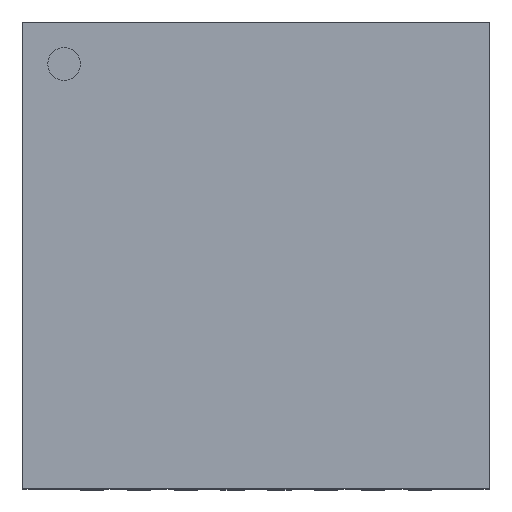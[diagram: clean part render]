
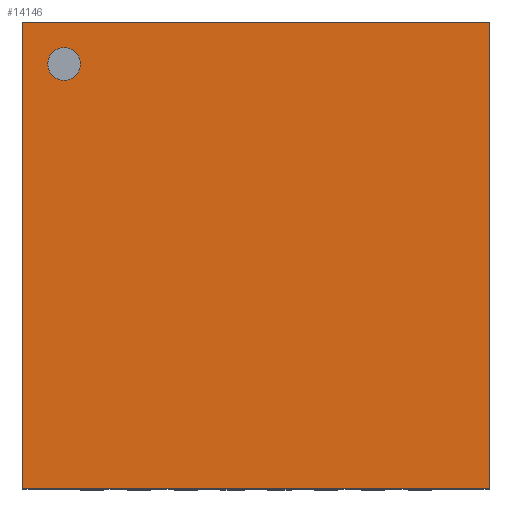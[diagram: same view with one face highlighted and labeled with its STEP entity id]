
A CAD part, top view. The second image highlights one B-rep face of the part: STEP entity #14146.
In plain terms, the highlighted planar face has unit normal (0, 0, 1).
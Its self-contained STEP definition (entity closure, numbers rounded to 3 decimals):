
#225 = PLANE('',#226);
#226 = AXIS2_PLACEMENT_3D('',#227,#228,#229);
#227 = CARTESIAN_POINT('',(-2.49,2.49,0.035));
#228 = DIRECTION('',(0.,1.,0.));
#229 = DIRECTION('',(0.,0.,1.));
#483 = PLANE('',#484);
#484 = AXIS2_PLACEMENT_3D('',#485,#486,#487);
#485 = CARTESIAN_POINT('',(-2.49,-2.49,0.035));
#486 = DIRECTION('',(1.,0.,0.));
#487 = DIRECTION('',(0.,0.,1.));
#511 = PLANE('',#512);
#512 = AXIS2_PLACEMENT_3D('',#513,#514,#515);
#513 = CARTESIAN_POINT('',(-2.49,-2.49,0.035));
#514 = DIRECTION('',(0.,1.,0.));
#515 = DIRECTION('',(0.,0.,1.));
#1435 = PLANE('',#1436);
#1436 = AXIS2_PLACEMENT_3D('',#1437,#1438,#1439);
#1437 = CARTESIAN_POINT('',(2.49,-2.49,0.035));
#1438 = DIRECTION('',(1.,0.,0.));
#1439 = DIRECTION('',(0.,0.,1.));
#4215 = VERTEX_POINT('',#4216);
#4216 = CARTESIAN_POINT('',(-2.49,2.49,1.005));
#4237 = EDGE_CURVE('',#4215,#4238,#4240,.T.);
#4238 = VERTEX_POINT('',#4239);
#4239 = CARTESIAN_POINT('',(2.49,2.49,1.005));
#4240 = SURFACE_CURVE('',#4241,(#4245,#4252),.PCURVE_S1.);
#4241 = LINE('',#4242,#4243);
#4242 = CARTESIAN_POINT('',(-2.49,2.49,1.005));
#4243 = VECTOR('',#4244,1.);
#4244 = DIRECTION('',(1.,0.,0.));
#4245 = PCURVE('',#225,#4246);
#4246 = DEFINITIONAL_REPRESENTATION('',(#4247),#4251);
#4247 = LINE('',#4248,#4249);
#4248 = CARTESIAN_POINT('',(0.97,0.));
#4249 = VECTOR('',#4250,1.);
#4250 = DIRECTION('',(0.,1.));
#4251 = ( GEOMETRIC_REPRESENTATION_CONTEXT(2) 
PARAMETRIC_REPRESENTATION_CONTEXT() REPRESENTATION_CONTEXT('2D SPACE',''
  ) );
#4252 = PCURVE('',#4253,#4258);
#4253 = PLANE('',#4254);
#4254 = AXIS2_PLACEMENT_3D('',#4255,#4256,#4257);
#4255 = CARTESIAN_POINT('',(-2.49,-2.49,1.005));
#4256 = DIRECTION('',(0.,0.,1.));
#4257 = DIRECTION('',(1.,0.,0.));
#4258 = DEFINITIONAL_REPRESENTATION('',(#4259),#4263);
#4259 = LINE('',#4260,#4261);
#4260 = CARTESIAN_POINT('',(0.,4.98));
#4261 = VECTOR('',#4262,1.);
#4262 = DIRECTION('',(1.,0.));
#4263 = ( GEOMETRIC_REPRESENTATION_CONTEXT(2) 
PARAMETRIC_REPRESENTATION_CONTEXT() REPRESENTATION_CONTEXT('2D SPACE',''
  ) );
#4831 = EDGE_CURVE('',#4832,#4215,#4834,.T.);
#4832 = VERTEX_POINT('',#4833);
#4833 = CARTESIAN_POINT('',(-2.49,-2.49,1.005));
#4834 = SURFACE_CURVE('',#4835,(#4839,#4846),.PCURVE_S1.);
#4835 = LINE('',#4836,#4837);
#4836 = CARTESIAN_POINT('',(-2.49,-2.49,1.005));
#4837 = VECTOR('',#4838,1.);
#4838 = DIRECTION('',(0.,1.,0.));
#4839 = PCURVE('',#483,#4840);
#4840 = DEFINITIONAL_REPRESENTATION('',(#4841),#4845);
#4841 = LINE('',#4842,#4843);
#4842 = CARTESIAN_POINT('',(0.97,0.));
#4843 = VECTOR('',#4844,1.);
#4844 = DIRECTION('',(0.,-1.));
#4845 = ( GEOMETRIC_REPRESENTATION_CONTEXT(2) 
PARAMETRIC_REPRESENTATION_CONTEXT() REPRESENTATION_CONTEXT('2D SPACE',''
  ) );
#4846 = PCURVE('',#4253,#4847);
#4847 = DEFINITIONAL_REPRESENTATION('',(#4848),#4852);
#4848 = LINE('',#4849,#4850);
#4849 = CARTESIAN_POINT('',(0.,0.));
#4850 = VECTOR('',#4851,1.);
#4851 = DIRECTION('',(0.,1.));
#4852 = ( GEOMETRIC_REPRESENTATION_CONTEXT(2) 
PARAMETRIC_REPRESENTATION_CONTEXT() REPRESENTATION_CONTEXT('2D SPACE',''
  ) );
#5466 = EDGE_CURVE('',#4832,#5467,#5469,.T.);
#5467 = VERTEX_POINT('',#5468);
#5468 = CARTESIAN_POINT('',(2.49,-2.49,1.005));
#5469 = SURFACE_CURVE('',#5470,(#5474,#5481),.PCURVE_S1.);
#5470 = LINE('',#5471,#5472);
#5471 = CARTESIAN_POINT('',(-2.49,-2.49,1.005));
#5472 = VECTOR('',#5473,1.);
#5473 = DIRECTION('',(1.,0.,0.));
#5474 = PCURVE('',#511,#5475);
#5475 = DEFINITIONAL_REPRESENTATION('',(#5476),#5480);
#5476 = LINE('',#5477,#5478);
#5477 = CARTESIAN_POINT('',(0.97,0.));
#5478 = VECTOR('',#5479,1.);
#5479 = DIRECTION('',(0.,1.));
#5480 = ( GEOMETRIC_REPRESENTATION_CONTEXT(2) 
PARAMETRIC_REPRESENTATION_CONTEXT() REPRESENTATION_CONTEXT('2D SPACE',''
  ) );
#5481 = PCURVE('',#4253,#5482);
#5482 = DEFINITIONAL_REPRESENTATION('',(#5483),#5487);
#5483 = LINE('',#5484,#5485);
#5484 = CARTESIAN_POINT('',(0.,0.));
#5485 = VECTOR('',#5486,1.);
#5486 = DIRECTION('',(1.,0.));
#5487 = ( GEOMETRIC_REPRESENTATION_CONTEXT(2) 
PARAMETRIC_REPRESENTATION_CONTEXT() REPRESENTATION_CONTEXT('2D SPACE',''
  ) );
#9809 = EDGE_CURVE('',#5467,#4238,#9810,.T.);
#9810 = SURFACE_CURVE('',#9811,(#9815,#9822),.PCURVE_S1.);
#9811 = LINE('',#9812,#9813);
#9812 = CARTESIAN_POINT('',(2.49,-2.49,1.005));
#9813 = VECTOR('',#9814,1.);
#9814 = DIRECTION('',(0.,1.,0.));
#9815 = PCURVE('',#1435,#9816);
#9816 = DEFINITIONAL_REPRESENTATION('',(#9817),#9821);
#9817 = LINE('',#9818,#9819);
#9818 = CARTESIAN_POINT('',(0.97,0.));
#9819 = VECTOR('',#9820,1.);
#9820 = DIRECTION('',(0.,-1.));
#9821 = ( GEOMETRIC_REPRESENTATION_CONTEXT(2) 
PARAMETRIC_REPRESENTATION_CONTEXT() REPRESENTATION_CONTEXT('2D SPACE',''
  ) );
#9822 = PCURVE('',#4253,#9823);
#9823 = DEFINITIONAL_REPRESENTATION('',(#9824),#9828);
#9824 = LINE('',#9825,#9826);
#9825 = CARTESIAN_POINT('',(4.98,0.));
#9826 = VECTOR('',#9827,1.);
#9827 = DIRECTION('',(0.,1.));
#9828 = ( GEOMETRIC_REPRESENTATION_CONTEXT(2) 
PARAMETRIC_REPRESENTATION_CONTEXT() REPRESENTATION_CONTEXT('2D SPACE',''
  ) );
#14146 = ADVANCED_FACE('',(#14147,#14153),#4253,.T.);
#14147 = FACE_BOUND('',#14148,.T.);
#14148 = EDGE_LOOP('',(#14149,#14150,#14151,#14152));
#14149 = ORIENTED_EDGE('',*,*,#4831,.F.);
#14150 = ORIENTED_EDGE('',*,*,#5466,.T.);
#14151 = ORIENTED_EDGE('',*,*,#9809,.T.);
#14152 = ORIENTED_EDGE('',*,*,#4237,.F.);
#14153 = FACE_BOUND('',#14154,.T.);
#14154 = EDGE_LOOP('',(#14155));
#14155 = ORIENTED_EDGE('',*,*,#14156,.T.);
#14156 = EDGE_CURVE('',#14157,#14157,#14159,.T.);
#14157 = VERTEX_POINT('',#14158);
#14158 = CARTESIAN_POINT('',(-1.875,-2.05,1.005));
#14159 = SURFACE_CURVE('',#14160,(#14165,#14176),.PCURVE_S1.);
#14160 = CIRCLE('',#14161,0.175);
#14161 = AXIS2_PLACEMENT_3D('',#14162,#14163,#14164);
#14162 = CARTESIAN_POINT('',(-2.05,-2.05,1.005));
#14163 = DIRECTION('',(0.,0.,-1.));
#14164 = DIRECTION('',(1.,0.,0.));
#14165 = PCURVE('',#4253,#14166);
#14166 = DEFINITIONAL_REPRESENTATION('',(#14167),#14175);
#14167 = ( BOUNDED_CURVE() B_SPLINE_CURVE(2,(#14168,#14169,#14170,#14171
    ,#14172,#14173,#14174),.UNSPECIFIED.,.T.,.F.) 
B_SPLINE_CURVE_WITH_KNOTS((1,2,2,2,2,1),(-2.094,0.,
    2.094,4.189,6.283,8.378),
.UNSPECIFIED.) CURVE() GEOMETRIC_REPRESENTATION_ITEM() 
RATIONAL_B_SPLINE_CURVE((1.,0.5,1.,0.5,1.,0.5,1.)) REPRESENTATION_ITEM(
  '') );
#14168 = CARTESIAN_POINT('',(0.615,0.44));
#14169 = CARTESIAN_POINT('',(0.615,0.137));
#14170 = CARTESIAN_POINT('',(0.353,0.288));
#14171 = CARTESIAN_POINT('',(0.09,0.44));
#14172 = CARTESIAN_POINT('',(0.353,0.592));
#14173 = CARTESIAN_POINT('',(0.615,0.743));
#14174 = CARTESIAN_POINT('',(0.615,0.44));
#14175 = ( GEOMETRIC_REPRESENTATION_CONTEXT(2) 
PARAMETRIC_REPRESENTATION_CONTEXT() REPRESENTATION_CONTEXT('2D SPACE',''
  ) );
#14176 = PCURVE('',#14177,#14182);
#14177 = CYLINDRICAL_SURFACE('',#14178,0.175);
#14178 = AXIS2_PLACEMENT_3D('',#14179,#14180,#14181);
#14179 = CARTESIAN_POINT('',(-2.05,-2.05,1.01));
#14180 = DIRECTION('',(0.,0.,-1.));
#14181 = DIRECTION('',(1.,0.,0.));
#14182 = DEFINITIONAL_REPRESENTATION('',(#14183),#14209);
#14183 = B_SPLINE_CURVE_WITH_KNOTS('',3,(#14184,#14185,#14186,#14187,
    #14188,#14189,#14190,#14191,#14192,#14193,#14194,#14195,#14196,
    #14197,#14198,#14199,#14200,#14201,#14202,#14203,#14204,#14205,
    #14206,#14207,#14208),.UNSPECIFIED.,.F.,.F.,(4,1,1,1,1,1,1,1,1,1,1,1
    ,1,1,1,1,1,1,1,1,1,1,4),(0.,0.286,0.571,
    0.857,1.142,1.428,1.714,
    1.999,2.285,2.57,2.856,
    3.142,3.427,3.713,3.998,
    4.284,4.57,4.855,5.141,
    5.426,5.712,5.998,6.283),
  .QUASI_UNIFORM_KNOTS.);
#14184 = CARTESIAN_POINT('',(0.,0.005));
#14185 = CARTESIAN_POINT('',(0.095,0.005));
#14186 = CARTESIAN_POINT('',(0.286,0.005));
#14187 = CARTESIAN_POINT('',(0.571,0.005));
#14188 = CARTESIAN_POINT('',(0.857,0.005));
#14189 = CARTESIAN_POINT('',(1.142,0.005));
#14190 = CARTESIAN_POINT('',(1.428,0.005));
#14191 = CARTESIAN_POINT('',(1.714,0.005));
#14192 = CARTESIAN_POINT('',(1.999,0.005));
#14193 = CARTESIAN_POINT('',(2.285,0.005));
#14194 = CARTESIAN_POINT('',(2.57,0.005));
#14195 = CARTESIAN_POINT('',(2.856,0.005));
#14196 = CARTESIAN_POINT('',(3.142,0.005));
#14197 = CARTESIAN_POINT('',(3.427,0.005));
#14198 = CARTESIAN_POINT('',(3.713,0.005));
#14199 = CARTESIAN_POINT('',(3.998,0.005));
#14200 = CARTESIAN_POINT('',(4.284,0.005));
#14201 = CARTESIAN_POINT('',(4.57,0.005));
#14202 = CARTESIAN_POINT('',(4.855,0.005));
#14203 = CARTESIAN_POINT('',(5.141,0.005));
#14204 = CARTESIAN_POINT('',(5.426,0.005));
#14205 = CARTESIAN_POINT('',(5.712,0.005));
#14206 = CARTESIAN_POINT('',(5.998,0.005));
#14207 = CARTESIAN_POINT('',(6.188,0.005));
#14208 = CARTESIAN_POINT('',(6.283,0.005));
#14209 = ( GEOMETRIC_REPRESENTATION_CONTEXT(2) 
PARAMETRIC_REPRESENTATION_CONTEXT() REPRESENTATION_CONTEXT('2D SPACE',''
  ) );
